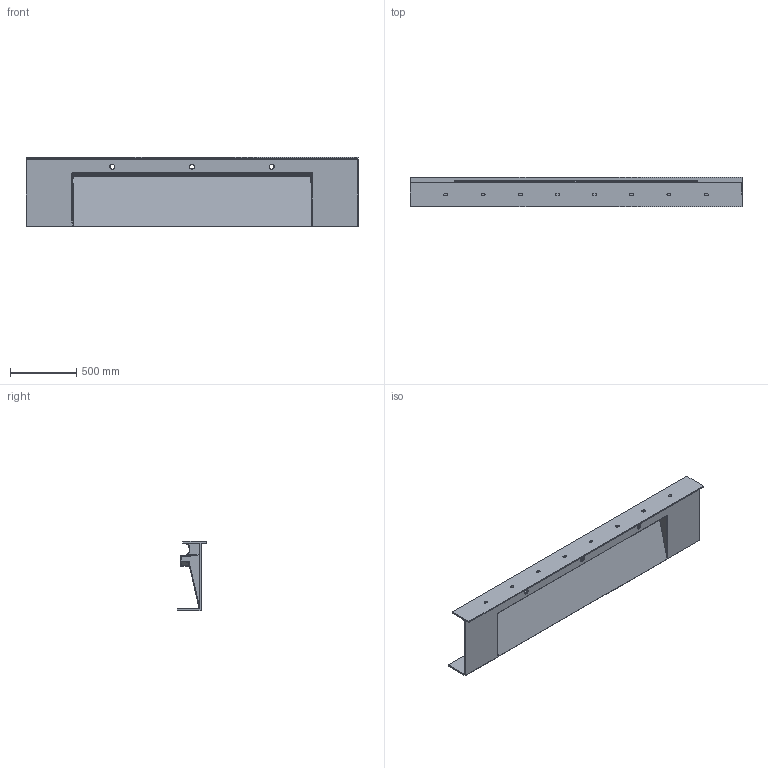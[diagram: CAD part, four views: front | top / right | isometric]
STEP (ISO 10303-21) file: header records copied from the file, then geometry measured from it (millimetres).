
FILE_DESCRIPTION (( 'STEP AP203' ), '1' );
FILE_NAME ('TRIGO_1800.STEP', '2021-08-18T10:46:25', ( '' ), ( '' ), 'SwSTEP 2.0', 'SolidWorks 2020', '' );
FILE_SCHEMA (( 'CONFIG_CONTROL_DESIGN' ));
Length unit declared in the file: millimetre
Products named in the file (1): TRIGO_1800
Bounding box: 2500 x 220 x 520.49 mm (x, y, z)
Volume: 34538493.2 mm3; surface area: 5095209 mm2
Topology: 1 solids, 1 shells, 326 faces, 833 edges, 472 vertices
Faces by surface type: cylinder 134, plane 74, bspline 56, torus 33, sphere 26, cone 3
Entity records: 12623 total; most frequent: CARTESIAN_POINT 5195, ORIENTED_EDGE 1598, DIRECTION 1506, EDGE_CURVE 799, AXIS2_PLACEMENT_3D 584, VERTEX_POINT 472, EDGE_LOOP 351, LINE 338
